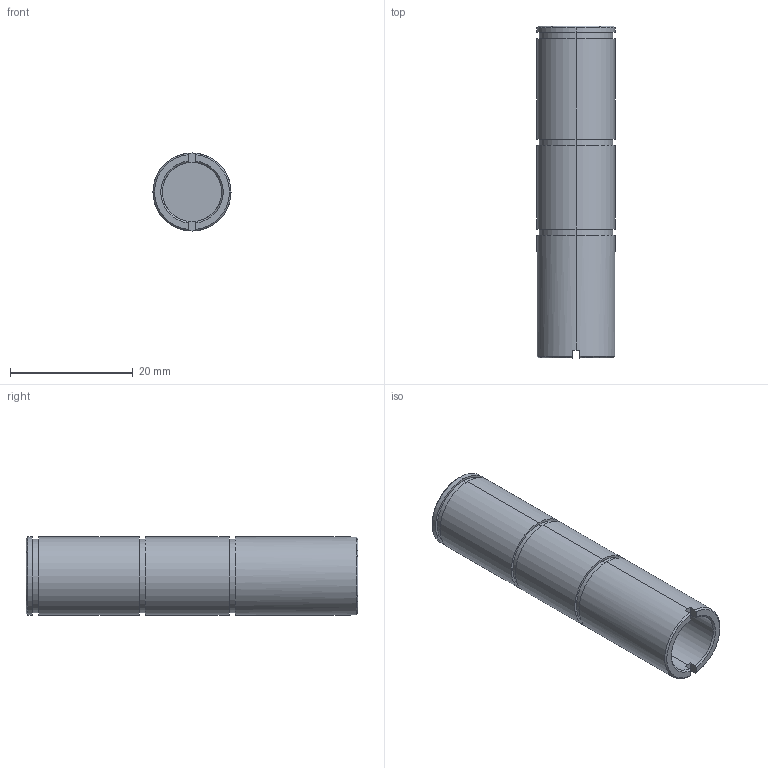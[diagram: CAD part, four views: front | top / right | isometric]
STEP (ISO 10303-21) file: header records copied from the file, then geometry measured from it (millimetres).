
FILE_DESCRIPTION (( 'STEP AP203' ), '1' );
FILE_NAME ('634106.STEP', '2014-07-23T15:08:22', ( 'Kyle' ), ( 'Microsoft' ), 'SwSTEP 2.0', 'SolidWorks 2014', '' );
FILE_SCHEMA (( 'CONFIG_CONTROL_DESIGN' ));
Length unit declared in the file: inch
Products named in the file (1): 634106
Bounding box: 12.69 x 53.98 x 12.69 mm (x, y, z)
Volume: 3423.8 mm3; surface area: 3925.1 mm2
Topology: 1 solids, 1 shells, 43 faces, 98 edges, 64 vertices
Faces by surface type: cylinder 18, plane 17, cone 8
Entity records: 1319 total; most frequent: CARTESIAN_POINT 230, DIRECTION 230, ORIENTED_EDGE 196, EDGE_CURVE 98, AXIS2_PLACEMENT_3D 96, VERTEX_POINT 64, CIRCLE 52, EDGE_LOOP 50
